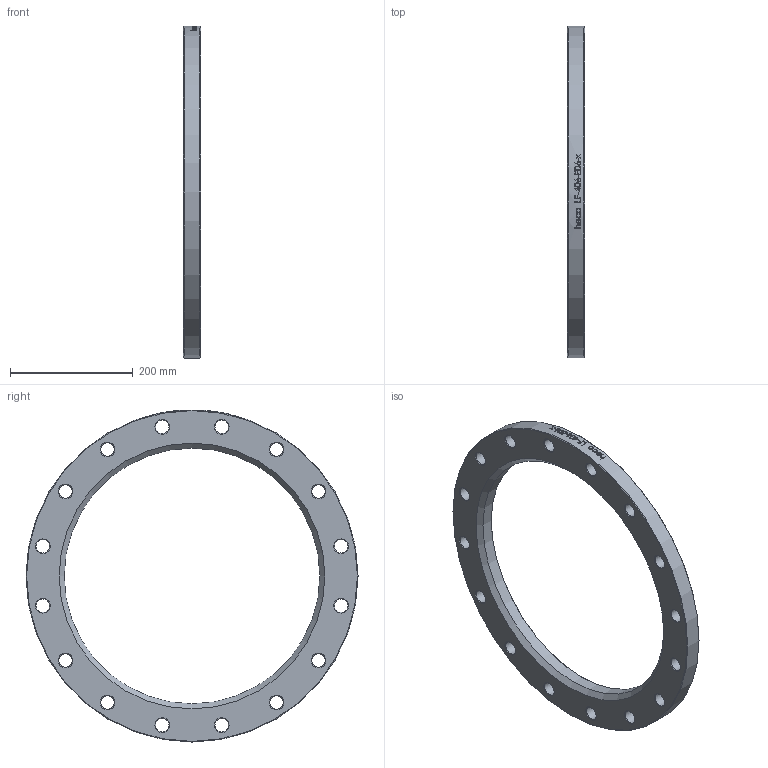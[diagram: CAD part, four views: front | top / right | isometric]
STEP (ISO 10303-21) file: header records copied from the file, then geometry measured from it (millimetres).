
FILE_DESCRIPTION (( 'STEP AP214' ), '1' );
FILE_NAME ('LF-406-E06-x Loser Flansch 2012.STEP', '2020-12-17T13:38:43', ( '' ), ( '' ), 'SwSTEP 2.0', 'SolidWorks 2019', '' );
FILE_SCHEMA (( 'AUTOMOTIVE_DESIGN' ));
Length unit declared in the file: millimetre
Products named in the file (1): LF-406-E06-x Loser Flansch 2012
Bounding box: 28 x 540 x 540 mm (x, y, z)
Volume: 2392066.6 mm3; surface area: 279066.2 mm2
Topology: 1 solids, 1 shells, 79 faces, 302 edges, 247 vertices
Faces by surface type: cylinder 41, cone 36, plane 2
Full cylindrical faces by diameter (mm): 22 x16, 416 x1, 540 x1
Entity records: 6465 total; most frequent: CARTESIAN_POINT 3957, ORIENTED_EDGE 454, DIRECTION 404, VERTEX_POINT 227, EDGE_CURVE 227, EDGE_LOOP 190, AXIS2_PLACEMENT_3D 187, CIRCLE 107
